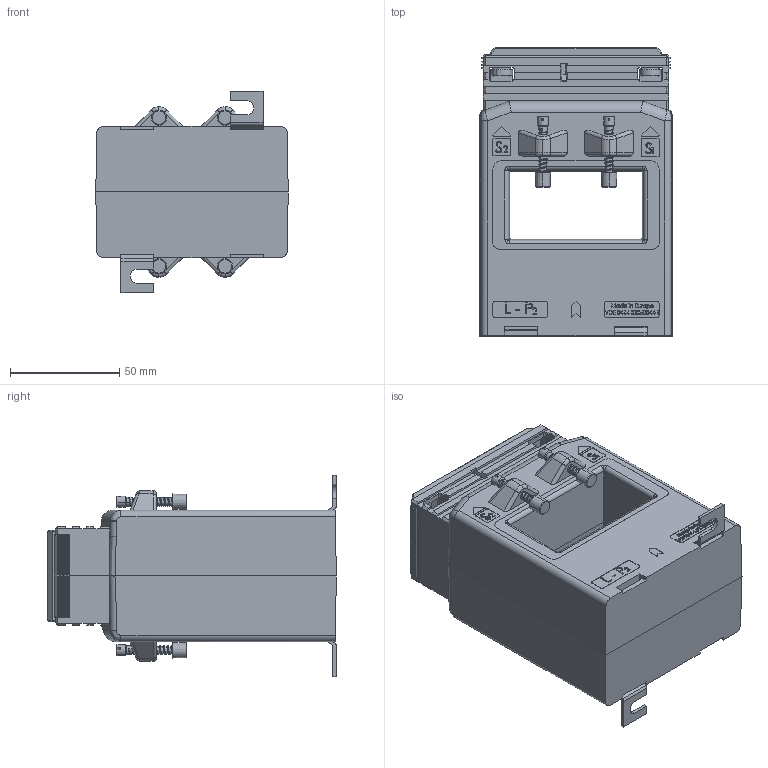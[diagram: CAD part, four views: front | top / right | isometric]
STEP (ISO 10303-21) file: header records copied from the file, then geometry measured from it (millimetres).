
FILE_DESCRIPTION (( 'STEP AP214' ), '1' );
FILE_NAME ('ASK63_6_kpl.STEP', '2011-11-02T09:28:50', ( ' ' ), ( '' ), 'SwSTEP 2.0', 'SolidWorks 2010', '' );
FILE_SCHEMA (( 'AUTOMOTIVE_DESIGN' ));
Length unit declared in the file: millimetre
Products named in the file (10): ASK61.4-14_Plombierplatte; ASK63_6_Gehäuseschale_Halbschale_01; ASK63_6_kpl; ASK41.4-13; Fusswinkel_1,5; ASK63_6_Gehäuseschale; Isolierschutzkappe; Linsenschraube DIN 7985 4.8 VZ M 5 x 10; MBS_WN-003_04_Klemme_WN-003_02; Plastite_Schraube_30_mit-Gewinde
Assembly tree (21 placements, depth 2):
  ASK63_6_kpl
    Isolierschutzkappe  x4
    Plastite_Schraube_30_mit-Gewinde  x4
    ASK61.4-14_Plombierplatte
    MBS_WN-003_04_Klemme_WN-003_02  x2
    Fusswinkel_1,5  x2
    Linsenschraube DIN 7985 4.8 VZ M 5 x 10  x4
    ASK41.4-13  x2
    ASK63_6_Gehäuseschale
    ASK63_6_Gehäuseschale_Halbschale_01
Bounding box: 88 x 132 x 92 mm (x, y, z)
Volume: 519381.7 mm3; surface area: 97719 mm2
Topology: 21 solids, 21 shells, 2009 faces, 5198 edges, 3358 vertices
Faces by surface type: plane 1223, bspline 352, cylinder 324, cone 78, sphere 16, torus 16
Entity records: 70352 total; most frequent: CARTESIAN_POINT 32049, ORIENTED_EDGE 8562, DIRECTION 6466, EDGE_CURVE 4281, VECTOR 3080, LINE 3080, VERTEX_POINT 2800, EDGE_LOOP 1775
